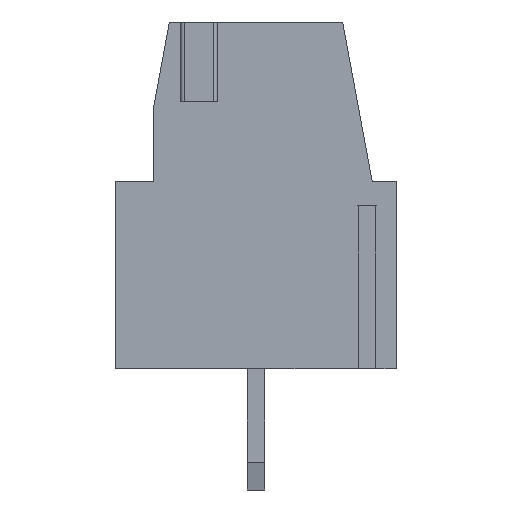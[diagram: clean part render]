
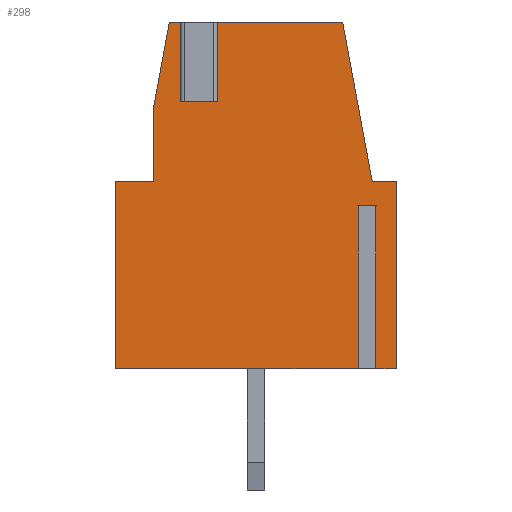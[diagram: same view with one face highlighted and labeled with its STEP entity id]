
A CAD part, front view. The second image highlights one B-rep face of the part: STEP entity #298.
In plain terms, the highlighted planar face has unit normal (0, -1, 0).
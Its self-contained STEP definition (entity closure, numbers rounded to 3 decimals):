
#298 = ADVANCED_FACE( '', ( #741 ), #742, .F. );
#741 = FACE_OUTER_BOUND( '', #1351, .T. );
#742 = PLANE( '', #1352 );
#1351 = EDGE_LOOP( '', ( #1990, #1991, #1992, #1993, #1994, #1995, #1996, #1997, #1998, #1999, #2000, #2001, #2002, #2003, #2004, #2005, #2006 ) );
#1352 = AXIS2_PLACEMENT_3D( '', #2007, #2008, #2009 );
#1990 = ORIENTED_EDGE( '', *, *, #3849, .T. );
#1991 = ORIENTED_EDGE( '', *, *, #3850, .T. );
#1992 = ORIENTED_EDGE( '', *, *, #3851, .T. );
#1993 = ORIENTED_EDGE( '', *, *, #3852, .F. );
#1994 = ORIENTED_EDGE( '', *, *, #3853, .F. );
#1995 = ORIENTED_EDGE( '', *, *, #3854, .F. );
#1996 = ORIENTED_EDGE( '', *, *, #3855, .T. );
#1997 = ORIENTED_EDGE( '', *, *, #3856, .F. );
#1998 = ORIENTED_EDGE( '', *, *, #3857, .F. );
#1999 = ORIENTED_EDGE( '', *, *, #3858, .F. );
#2000 = ORIENTED_EDGE( '', *, *, #3859, .F. );
#2001 = ORIENTED_EDGE( '', *, *, #3860, .T. );
#2002 = ORIENTED_EDGE( '', *, *, #3861, .F. );
#2003 = ORIENTED_EDGE( '', *, *, #3862, .F. );
#2004 = ORIENTED_EDGE( '', *, *, #3863, .T. );
#2005 = ORIENTED_EDGE( '', *, *, #3864, .F. );
#2006 = ORIENTED_EDGE( '', *, *, #3865, .F. );
#2007 = CARTESIAN_POINT( '', ( -0.15, 0., 0. ) );
#2008 = DIRECTION( '', ( 0., 1., 0. ) );
#2009 = DIRECTION( '', ( -1., 0., 0. ) );
#3849 = EDGE_CURVE( '', #4626, #4627, #4628, .T. );
#3850 = EDGE_CURVE( '', #4627, #4629, #4630, .T. );
#3851 = EDGE_CURVE( '', #4629, #4631, #4632, .T. );
#3852 = EDGE_CURVE( '', #4633, #4631, #4634, .T. );
#3853 = EDGE_CURVE( '', #4635, #4633, #4636, .T. );
#3854 = EDGE_CURVE( '', #4637, #4635, #4638, .T. );
#3855 = EDGE_CURVE( '', #4637, #4639, #4640, .T. );
#3856 = EDGE_CURVE( '', #4641, #4639, #4642, .T. );
#3857 = EDGE_CURVE( '', #4643, #4641, #4644, .T. );
#3858 = EDGE_CURVE( '', #4645, #4643, #4646, .T. );
#3859 = EDGE_CURVE( '', #4647, #4645, #4648, .T. );
#3860 = EDGE_CURVE( '', #4647, #4649, #4650, .T. );
#3861 = EDGE_CURVE( '', #4651, #4649, #4652, .T. );
#3862 = EDGE_CURVE( '', #4653, #4651, #4654, .T. );
#3863 = EDGE_CURVE( '', #4653, #4655, #4656, .T. );
#3864 = EDGE_CURVE( '', #4657, #4655, #4658, .T. );
#3865 = EDGE_CURVE( '', #4626, #4657, #4659, .T. );
#4626 = VERTEX_POINT( '', #5761 );
#4627 = VERTEX_POINT( '', #5762 );
#4628 = LINE( '', #5763, #5764 );
#4629 = VERTEX_POINT( '', #5765 );
#4630 = LINE( '', #5766, #5767 );
#4631 = VERTEX_POINT( '', #5768 );
#4632 = LINE( '', #5769, #5770 );
#4633 = VERTEX_POINT( '', #5771 );
#4634 = LINE( '', #5772, #5773 );
#4635 = VERTEX_POINT( '', #5774 );
#4636 = LINE( '', #5775, #5776 );
#4637 = VERTEX_POINT( '', #5777 );
#4638 = LINE( '', #5778, #5779 );
#4639 = VERTEX_POINT( '', #5780 );
#4640 = LINE( '', #5781, #5782 );
#4641 = VERTEX_POINT( '', #5783 );
#4642 = LINE( '', #5784, #5785 );
#4643 = VERTEX_POINT( '', #5786 );
#4644 = LINE( '', #5787, #5788 );
#4645 = VERTEX_POINT( '', #5789 );
#4646 = LINE( '', #5790, #5791 );
#4647 = VERTEX_POINT( '', #5792 );
#4648 = LINE( '', #5793, #5794 );
#4649 = VERTEX_POINT( '', #5795 );
#4650 = LINE( '', #5796, #5797 );
#4651 = VERTEX_POINT( '', #5798 );
#4652 = LINE( '', #5799, #5800 );
#4653 = VERTEX_POINT( '', #5801 );
#4654 = LINE( '', #5802, #5803 );
#4655 = VERTEX_POINT( '', #5804 );
#4656 = LINE( '', #5805, #5806 );
#4657 = VERTEX_POINT( '', #5807 );
#4658 = LINE( '', #5808, #5809 );
#4659 = LINE( '', #5810, #5811 );
#5761 = CARTESIAN_POINT( '', ( -6.55, 0., 10. ) );
#5762 = CARTESIAN_POINT( '', ( -7., 0., 7.572 ) );
#5763 = CARTESIAN_POINT( '', ( -6.55, 0., 10. ) );
#5764 = VECTOR( '', #7310, 1000. );
#5765 = CARTESIAN_POINT( '', ( -7., 0., 5.4 ) );
#5766 = CARTESIAN_POINT( '', ( -7., 0., 7.572 ) );
#5767 = VECTOR( '', #7311, 1000. );
#5768 = CARTESIAN_POINT( '', ( -8.1, 0., 5.4 ) );
#5769 = CARTESIAN_POINT( '', ( -7., 0., 5.4 ) );
#5770 = VECTOR( '', #7312, 1000. );
#5771 = CARTESIAN_POINT( '', ( -8.1, 0., 0. ) );
#5772 = CARTESIAN_POINT( '', ( -8.1, 0., 0. ) );
#5773 = VECTOR( '', #7313, 1000. );
#5774 = CARTESIAN_POINT( '', ( -1.104, 0., 0. ) );
#5775 = CARTESIAN_POINT( '', ( -1.104, 0., 0. ) );
#5776 = VECTOR( '', #7314, 1000. );
#5777 = CARTESIAN_POINT( '', ( -1.104, 0., 4.7 ) );
#5778 = CARTESIAN_POINT( '', ( -1.104, 0., 4.7 ) );
#5779 = VECTOR( '', #7315, 1000. );
#5780 = CARTESIAN_POINT( '', ( -0.596, 0., 4.7 ) );
#5781 = CARTESIAN_POINT( '', ( -1.104, 0., 4.7 ) );
#5782 = VECTOR( '', #7316, 1000. );
#5783 = CARTESIAN_POINT( '', ( -0.596, 0., 0. ) );
#5784 = CARTESIAN_POINT( '', ( -0.596, 0., 0. ) );
#5785 = VECTOR( '', #7317, 1000. );
#5786 = CARTESIAN_POINT( '', ( 0., 0., 0. ) );
#5787 = CARTESIAN_POINT( '', ( 0., 0., 0. ) );
#5788 = VECTOR( '', #7318, 1000. );
#5789 = CARTESIAN_POINT( '', ( 0., 0., 5.4 ) );
#5790 = CARTESIAN_POINT( '', ( 0., 0., 5.4 ) );
#5791 = VECTOR( '', #7319, 1000. );
#5792 = CARTESIAN_POINT( '', ( -0.697, 0., 5.4 ) );
#5793 = CARTESIAN_POINT( '', ( -0.697, 0., 5.4 ) );
#5794 = VECTOR( '', #7320, 1000. );
#5795 = CARTESIAN_POINT( '', ( -1.55, 0., 10. ) );
#5796 = CARTESIAN_POINT( '', ( -0.697, 0., 5.4 ) );
#5797 = VECTOR( '', #7321, 1000. );
#5798 = CARTESIAN_POINT( '', ( -5.446, 0., 10. ) );
#5799 = CARTESIAN_POINT( '', ( -5.446, 0., 10. ) );
#5800 = VECTOR( '', #7322, 1000. );
#5801 = CARTESIAN_POINT( '', ( -5.446, 0., 7.7 ) );
#5802 = CARTESIAN_POINT( '', ( -5.446, 0., 7.7 ) );
#5803 = VECTOR( '', #7323, 1000. );
#5804 = CARTESIAN_POINT( '', ( -5.954, 0., 7.7 ) );
#5805 = CARTESIAN_POINT( '', ( -5.446, 0., 7.7 ) );
#5806 = VECTOR( '', #7324, 1000. );
#5807 = CARTESIAN_POINT( '', ( -5.954, 0., 10. ) );
#5808 = CARTESIAN_POINT( '', ( -5.954, 0., 10. ) );
#5809 = VECTOR( '', #7325, 1000. );
#5810 = CARTESIAN_POINT( '', ( -6.55, 0., 10. ) );
#5811 = VECTOR( '', #7326, 1000. );
#7310 = DIRECTION( '', ( -0.182, 0., -0.983 ) );
#7311 = DIRECTION( '', ( 0., 0., -1. ) );
#7312 = DIRECTION( '', ( -1., 0., 0. ) );
#7313 = DIRECTION( '', ( 0., 0., 1. ) );
#7314 = DIRECTION( '', ( -1., 0., 0. ) );
#7315 = DIRECTION( '', ( 0., 0., -1. ) );
#7316 = DIRECTION( '', ( 1., 0., 0. ) );
#7317 = DIRECTION( '', ( 0., 0., 1. ) );
#7318 = DIRECTION( '', ( -1., 0., 0. ) );
#7319 = DIRECTION( '', ( 0., 0., -1. ) );
#7320 = DIRECTION( '', ( 1., 0., 0. ) );
#7321 = DIRECTION( '', ( -0.182, 0., 0.983 ) );
#7322 = DIRECTION( '', ( 1., 0., 0. ) );
#7323 = DIRECTION( '', ( 0., 0., 1. ) );
#7324 = DIRECTION( '', ( -1., 0., 0. ) );
#7325 = DIRECTION( '', ( 0., 0., -1. ) );
#7326 = DIRECTION( '', ( 1., 0., 0. ) );
